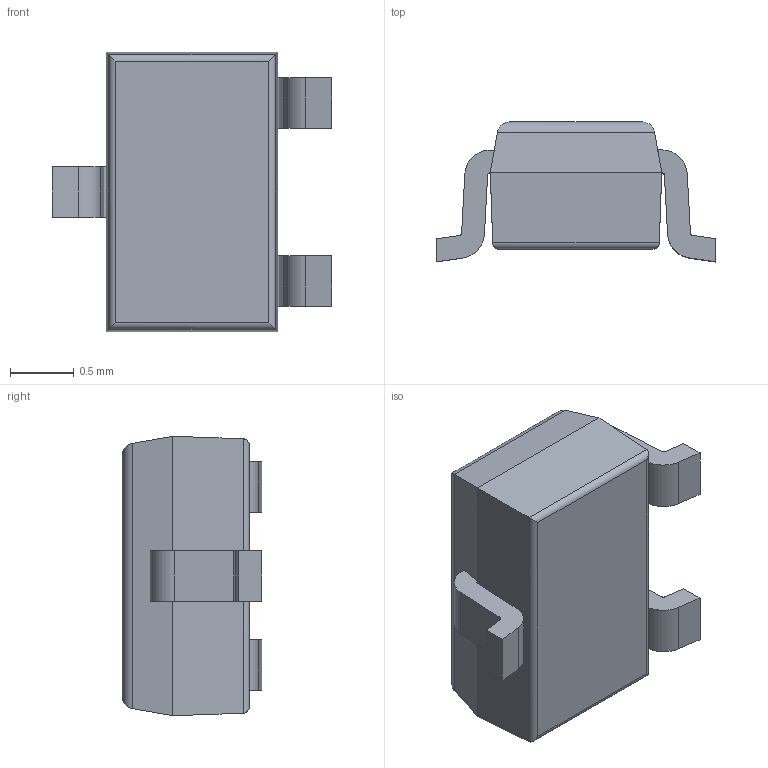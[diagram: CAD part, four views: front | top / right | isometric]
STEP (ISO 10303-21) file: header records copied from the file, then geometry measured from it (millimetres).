
FILE_DESCRIPTION (( 'STEP AP214' ), '1' );
FILE_NAME ('2N7002W-7-F.STEP', '2022-09-06T06:45:08', ( '' ), ( '' ), 'SwSTEP 2.0', 'SolidWorks 2018', '' );
FILE_SCHEMA (( 'AUTOMOTIVE_DESIGN' ));
Length unit declared in the file: millimetre
Products named in the file (1): 2N7002W-7-F
Bounding box: 2.2 x 1.1 x 2.2 mm (x, y, z)
Volume: 3 mm3; surface area: 15.4 mm2
Topology: 1 solids, 1 shells, 57 faces, 147 edges, 92 vertices
Faces by surface type: plane 37, cylinder 20
Entity records: 2362 total; most frequent: CARTESIAN_POINT 321, ORIENTED_EDGE 294, DIRECTION 279, EDGE_CURVE 147, LINE 115, VECTOR 115, VERTEX_POINT 92, AXIS2_PLACEMENT_3D 82
